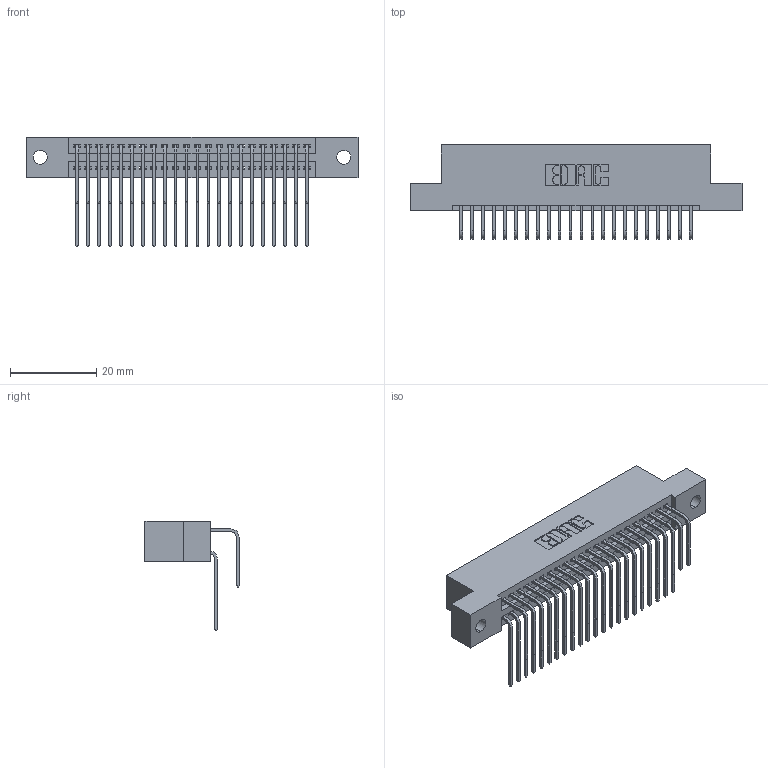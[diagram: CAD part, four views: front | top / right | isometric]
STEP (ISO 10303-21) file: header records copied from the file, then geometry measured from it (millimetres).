
FILE_DESCRIPTION (( 'STEP AP203' ), '1' );
FILE_NAME ('345-044-558-202.STEP', '2018-09-09T03:51:53', ( '' ), ( '' ), 'SwSTEP 2.0', 'SolidWorks 2016', '' );
FILE_SCHEMA (( 'CONFIG_CONTROL_DESIGN' ));
Length unit declared in the file: inch
Products named in the file (4): 345-044-558-202; 345 Part_Flush Mounting Lugs - 0.128 Dia; 345-292-001_558 559 Tail - 1; 345-292-001_558 Tail - 2
Assembly tree (45 placements, depth 2):
  345-044-558-202
    345 Part_Flush Mounting Lugs - 0.128 Dia
    345-292-001_558 559 Tail - 1  x22
    345-292-001_558 Tail - 2  x22
Bounding box: 77.09 x 21.83 x 25.53 mm (x, y, z)
Volume: 7520 mm3; surface area: 11649.3 mm2
Topology: 45 solids, 45 shells, 2414 faces, 7161 edges, 4714 vertices
Faces by surface type: plane 1620, cylinder 794
Entity records: 21609 total; most frequent: CARTESIAN_POINT 3687, ORIENTED_EDGE 3570, DIRECTION 3249, EDGE_CURVE 1785, LINE 1525, VECTOR 1525, VERTEX_POINT 1186, AXIS2_PLACEMENT_3D 862
